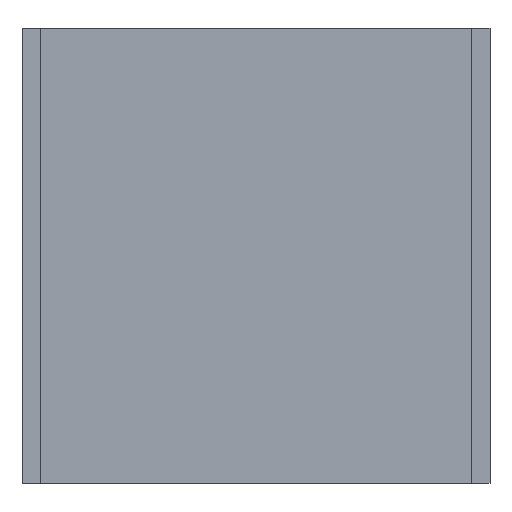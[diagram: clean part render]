
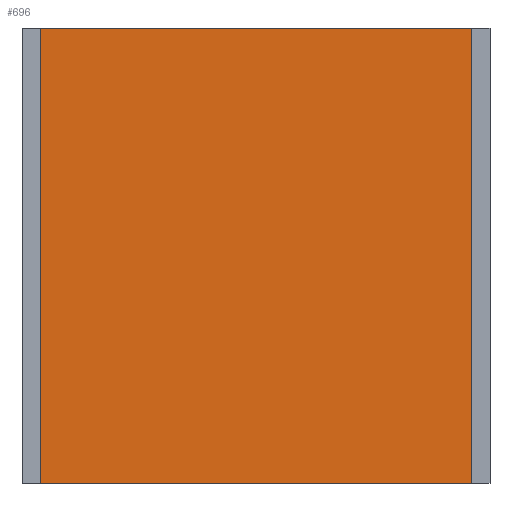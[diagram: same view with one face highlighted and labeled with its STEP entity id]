
A CAD part, left-side view. The second image highlights one B-rep face of the part: STEP entity #696.
In plain terms, the highlighted planar face has unit normal (-1, 0, 0).
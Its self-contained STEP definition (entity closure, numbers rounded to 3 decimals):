
#53=PLANE('',#754);
#87=FACE_OUTER_BOUND('',#131,.T.);
#131=EDGE_LOOP('',(#654,#655,#656,#657));
#198=LINE('',#1084,#283);
#211=LINE('',#1111,#296);
#215=LINE('',#1117,#300);
#216=LINE('',#1119,#301);
#283=VECTOR('',#895,10.);
#296=VECTOR('',#916,10.);
#300=VECTOR('',#924,10.);
#301=VECTOR('',#927,10.);
#361=VERTEX_POINT('',#1081);
#362=VERTEX_POINT('',#1083);
#371=VERTEX_POINT('',#1108);
#372=VERTEX_POINT('',#1110);
#449=EDGE_CURVE('',#361,#362,#198,.T.);
#462=EDGE_CURVE('',#371,#372,#211,.T.);
#466=EDGE_CURVE('',#362,#371,#215,.T.);
#467=EDGE_CURVE('',#372,#361,#216,.T.);
#654=ORIENTED_EDGE('',*,*,#467,.F.);
#655=ORIENTED_EDGE('',*,*,#462,.F.);
#656=ORIENTED_EDGE('',*,*,#466,.F.);
#657=ORIENTED_EDGE('',*,*,#449,.F.);
#696=ADVANCED_FACE('',(#87),#53,.F.);
#754=AXIS2_PLACEMENT_3D('',#1120,#928,#929);
#895=DIRECTION('',(0.,0.,-1.));
#916=DIRECTION('',(0.,0.,1.));
#924=DIRECTION('',(0.,1.,0.));
#927=DIRECTION('',(0.,-1.,0.));
#928=DIRECTION('center_axis',(1.,0.,0.));
#929=DIRECTION('ref_axis',(0.,1.,0.));
#1081=CARTESIAN_POINT('',(0.,0.,70.));
#1083=CARTESIAN_POINT('',(0.,0.,0.));
#1084=CARTESIAN_POINT('',(0.,0.,70.));
#1108=CARTESIAN_POINT('',(0.,66.4,0.));
#1110=CARTESIAN_POINT('',(0.,66.4,70.));
#1111=CARTESIAN_POINT('',(0.,66.4,0.));
#1117=CARTESIAN_POINT('',(0.,0.,0.));
#1119=CARTESIAN_POINT('',(0.,66.4,70.));
#1120=CARTESIAN_POINT('Origin',(0.,33.2,35.));
